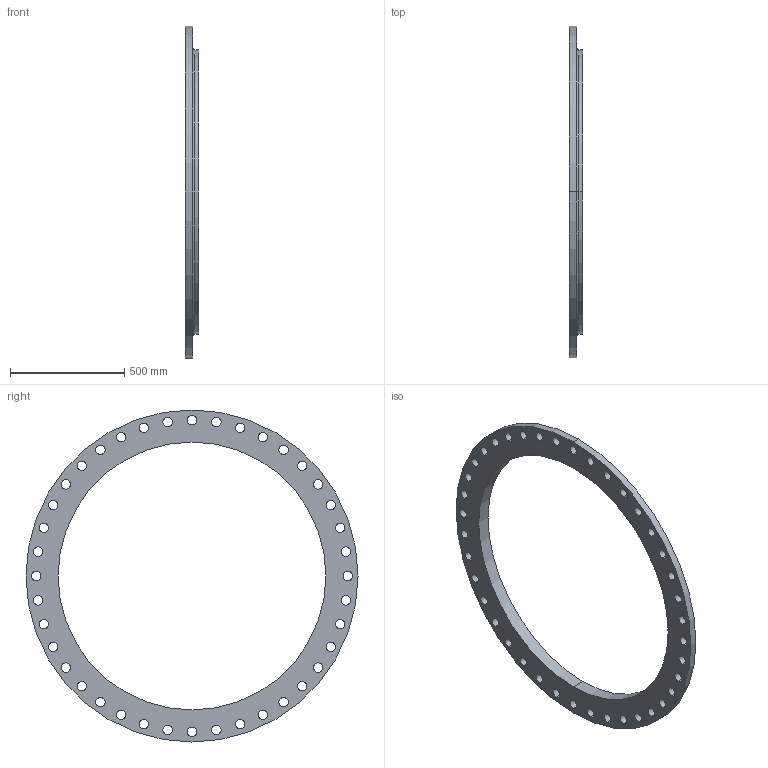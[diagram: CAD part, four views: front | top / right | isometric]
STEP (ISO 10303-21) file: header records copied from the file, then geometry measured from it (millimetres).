
FILE_DESCRIPTION (( 'STEP AP203' ), '1' );
FILE_NAME ('46_125LW_B161_FF_SOF.STEP', '2024-01-12T04:26:38', ( '' ), ( '' ), 'SwSTEP 2.0', 'SolidWorks 2023', '' );
FILE_SCHEMA (( 'CONFIG_CONTROL_DESIGN' ));
Length unit declared in the file: inch
Products named in the file (1): 46_125LW_B161_FF_SOF
Bounding box: 57.15 x 1454.15 x 1454.15 mm (x, y, z)
Volume: 20231777 mm3; surface area: 1656312.9 mm2
Topology: 1 solids, 1 shells, 91 faces, 262 edges, 174 vertices
Faces by surface type: cylinder 86, plane 3, torus 2
Entity records: 3339 total; most frequent: DIRECTION 622, CARTESIAN_POINT 528, ORIENTED_EDGE 524, AXIS2_PLACEMENT_3D 268, EDGE_CURVE 262, CIRCLE 176, EDGE_LOOP 174, VERTEX_POINT 174
